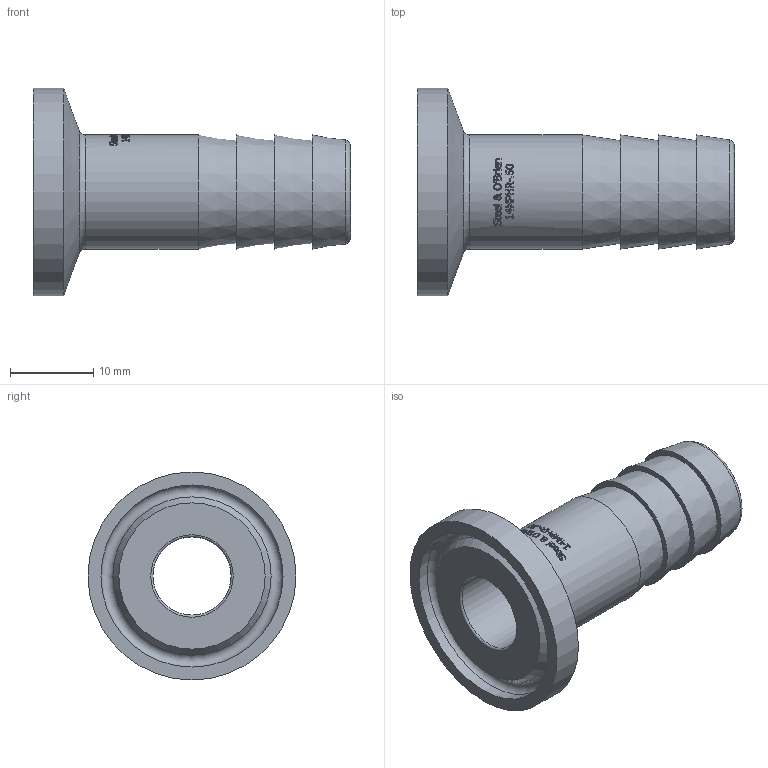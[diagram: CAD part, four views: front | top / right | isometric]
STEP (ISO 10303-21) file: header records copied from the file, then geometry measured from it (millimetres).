
FILE_DESCRIPTION(/* description */ (''),/* implementation_level */ '2;1');
FILE_NAME(/* name */ '14MPHR-.50.stp',/* time_stamp */ '2021-01-05T08:36:36-05:00',/* author */ ('rick'),/* organization */ (''),/* preprocessor_version */ 'ST-DEVELOPER v18',/* originating_system */ 'Autodesk Inventor 2020',/* authorisation */ '');
FILE_SCHEMA (('AUTOMOTIVE_DESIGN { 1 0 10303 214 3 1 1 }'));
Length unit declared in the file: inch
Products named in the file (1): 14MPHR-.50
Bounding box: 38.1 x 24.99 x 24.99 mm (x, y, z)
Volume: 3909 mm3; surface area: 3825.7 mm2
Topology: 1 solids, 1 shells, 380 faces, 1033 edges, 695 vertices
Faces by surface type: plane 169, bspline 160, cylinder 40, cone 6, torus 5
Full cylindrical faces by diameter (mm): 9.398 x1, 13.716 x1, 21.895 x1, 24.994 x1
Entity records: 15487 total; most frequent: CARTESIAN_POINT 6647, ORIENTED_EDGE 2066, DIRECTION 1395, EDGE_CURVE 1033, VERTEX_POINT 695, LINE 473, VECTOR 473, AXIS2_PLACEMENT_3D 461
